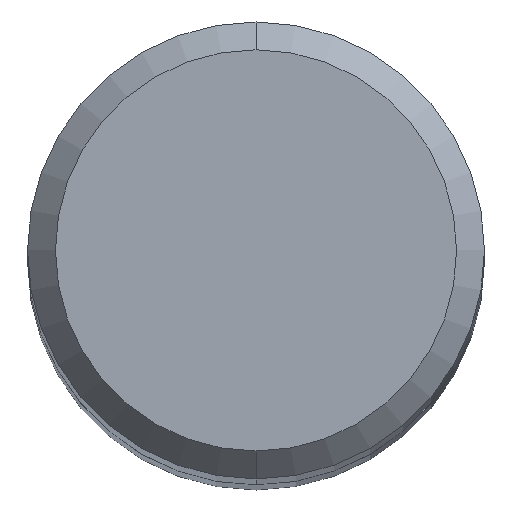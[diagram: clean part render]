
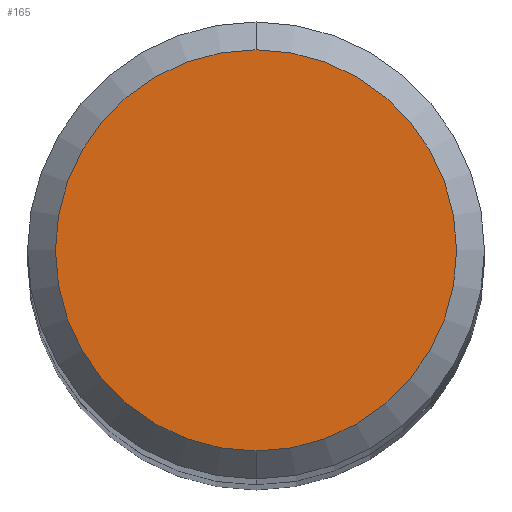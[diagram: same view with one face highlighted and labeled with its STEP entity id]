
A CAD part, top view. The second image highlights one B-rep face of the part: STEP entity #165.
In plain terms, the highlighted planar face has unit normal (0, 0, 1).
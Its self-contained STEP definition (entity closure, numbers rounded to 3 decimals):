
#165=ADVANCED_FACE('',(#442),#443,.T.);
#177=EDGE_CURVE('',#301,#333,#456,.T.);
#217=EDGE_CURVE('',#333,#301,#499,.T.);
#301=VERTEX_POINT('',#587);
#333=VERTEX_POINT('',#624);
#442=FACE_OUTER_BOUND('',#735,.T.);
#443=PLANE('',#736);
#456=CIRCLE('',#753,3.6);
#499=CIRCLE('',#846,3.6);
#587=CARTESIAN_POINT('',(0.0,3.6,0.0));
#624=CARTESIAN_POINT('',(0.,-3.6,0.0));
#735=EDGE_LOOP('',(#1343,#1344));
#736=AXIS2_PLACEMENT_3D('',#1345,#1346,#1347);
#753=AXIS2_PLACEMENT_3D('',#1368,#1369,#1370);
#846=AXIS2_PLACEMENT_3D('',#1412,#1413,#1414);
#1343=ORIENTED_EDGE('',*,*,#177,.F.);
#1344=ORIENTED_EDGE('',*,*,#217,.F.);
#1345=CARTESIAN_POINT('',(0.0,1.8,0.0));
#1346=DIRECTION('',(-0.0,0.0,1.0));
#1347=DIRECTION('',(0.0,-1.0,0.0));
#1368=CARTESIAN_POINT('',(0.0,0.0,0.0));
#1369=DIRECTION('',(0.0,0.0,-1.0));
#1370=DIRECTION('',(0.0,1.0,0.0));
#1412=CARTESIAN_POINT('',(0.0,0.0,0.0));
#1413=DIRECTION('',(0.0,0.0,-1.0));
#1414=DIRECTION('',(0.0,1.0,0.0));
